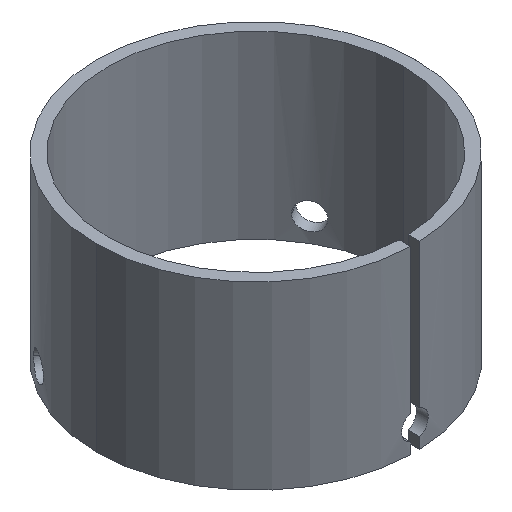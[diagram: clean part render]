
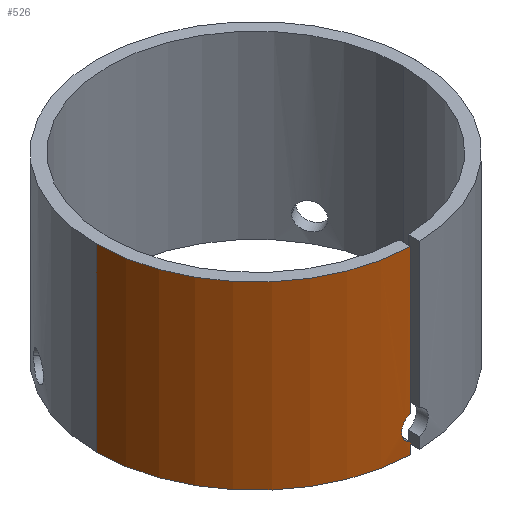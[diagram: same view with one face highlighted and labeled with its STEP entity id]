
A CAD part, isometric view. The second image highlights one B-rep face of the part: STEP entity #526.
In plain terms, the highlighted cylindrical face has radius 27 mm (diameter 54 mm), a partial arc.
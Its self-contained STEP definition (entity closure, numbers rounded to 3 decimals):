
#5 = VERTEX_POINT ( 'NONE', #777 ) ;
#10 = AXIS2_PLACEMENT_3D ( 'NONE', #163, #505, #378 ) ;
#11 = AXIS2_PLACEMENT_3D ( 'NONE', #632, #445, #234 ) ;
#17 = DIRECTION ( 'NONE',  ( 0., 0., 1. ) ) ;
#22 = DIRECTION ( 'NONE',  ( 1., 0., 0. ) ) ;
#23 = CARTESIAN_POINT ( 'NONE',  ( -0.75, -26.99, 1.879 ) ) ;
#24 = EDGE_LOOP ( 'NONE', ( #646, #252, #451, #601, #619, #377 ) ) ;
#74 = CARTESIAN_POINT ( 'NONE',  ( -27., 0., 30.5 ) ) ;
#80 = VERTEX_POINT ( 'NONE', #714 ) ;
#85 = LINE ( 'NONE', #696, #343 ) ;
#94 = DIRECTION ( 'NONE',  ( 0., 0., -1. ) ) ;
#100 = CARTESIAN_POINT ( 'NONE',  ( -2.25, -26.906, 4.228 ) ) ;
#107 = CARTESIAN_POINT ( 'NONE',  ( -1.175, -26.975, 5.932 ) ) ;
#115 = EDGE_CURVE ( 'NONE', #80, #232, #332, .T. ) ;
#141 = EDGE_CURVE ( 'NONE', #80, #575, #804, .T. ) ;
#163 = CARTESIAN_POINT ( 'NONE',  ( 0., 0., 0. ) ) ;
#178 = CARTESIAN_POINT ( 'NONE',  ( -2.214, -26.909, 4.461 ) ) ;
#183 = DIRECTION ( 'NONE',  ( 0., 0., -1. ) ) ;
#187 = CARTESIAN_POINT ( 'NONE',  ( -1.703, -26.947, 2.511 ) ) ;
#226 = FACE_OUTER_BOUND ( 'NONE', #24, .T. ) ;
#232 = VERTEX_POINT ( 'NONE', #677 ) ;
#234 = DIRECTION ( 'NONE',  ( -1., 0., 0. ) ) ;
#247 = CARTESIAN_POINT ( 'NONE',  ( -0.75, -26.99, 30.5 ) ) ;
#252 = ORIENTED_EDGE ( 'NONE', *, *, #427, .T. ) ;
#291 = CARTESIAN_POINT ( 'NONE',  ( -0.75, -26.99, 30.5 ) ) ;
#294 = VERTEX_POINT ( 'NONE', #74 ) ;
#300 = CARTESIAN_POINT ( 'NONE',  ( 0., 0., 30.5 ) ) ;
#302 = CIRCLE ( 'NONE', #10, 27. ) ;
#312 = CARTESIAN_POINT ( 'NONE',  ( -0.75, -26.99, 0. ) ) ;
#317 = CARTESIAN_POINT ( 'NONE',  ( -2.109, -26.918, 3.207 ) ) ;
#321 = CARTESIAN_POINT ( 'NONE',  ( -2.066, -26.921, 3.101 ) ) ;
#325 = CARTESIAN_POINT ( 'NONE',  ( -1.542, -26.957, 2.345 ) ) ;
#326 = VERTEX_POINT ( 'NONE', #291 ) ;
#332 = B_SPLINE_CURVE_WITH_KNOTS ( 'NONE', 3,
 ( #23, #393, #719, #325, #187, #593, #511, #321, #317, #525, #725, #734, #738, #100, #178, #875, #586, #869, #589, #107, #730, #789 ),
 .UNSPECIFIED., .F., .F.,
 ( 4, 2, 2, 2, 2, 2, 2, 2, 2, 2, 4 ),
 ( 0., 0.001, 0.001, 0.002, 0.002, 0.002, 0.003, 0.003, 0.004, 0.005, 0.006 ),
 .UNSPECIFIED. ) ;
#343 = VECTOR ( 'NONE', #94, 1000. ) ;
#377 = ORIENTED_EDGE ( 'NONE', *, *, #782, .F. ) ;
#378 = DIRECTION ( 'NONE',  ( 1., 0., 0. ) ) ;
#393 = CARTESIAN_POINT ( 'NONE',  ( -0.97, -26.983, 1.956 ) ) ;
#405 = DIRECTION ( 'NONE',  ( 0., 0., -1. ) ) ;
#415 = AXIS2_PLACEMENT_3D ( 'NONE', #300, #17, #22 ) ;
#427 = EDGE_CURVE ( 'NONE', #294, #5, #85, .T. ) ;
#429 = VECTOR ( 'NONE', #183, 1000. ) ;
#445 = DIRECTION ( 'NONE',  ( 0., 0., -1. ) ) ;
#451 = ORIENTED_EDGE ( 'NONE', *, *, #453, .T. ) ;
#453 = EDGE_CURVE ( 'NONE', #5, #575, #302, .T. ) ;
#469 = VECTOR ( 'NONE', #405, 1000. ) ;
#505 = DIRECTION ( 'NONE',  ( 0., 0., 1. ) ) ;
#511 = CARTESIAN_POINT ( 'NONE',  ( -1.963, -26.929, 2.895 ) ) ;
#514 = EDGE_CURVE ( 'NONE', #294, #326, #800, .T. ) ;
#525 = CARTESIAN_POINT ( 'NONE',  ( -2.179, -26.912, 3.427 ) ) ;
#526 = ADVANCED_FACE ( 'NONE', ( #226 ), #865, .T. ) ;
#575 = VERTEX_POINT ( 'NONE', #312 ) ;
#586 = CARTESIAN_POINT ( 'NONE',  ( -1.97, -26.928, 5.111 ) ) ;
#589 = CARTESIAN_POINT ( 'NONE',  ( -1.541, -26.957, 5.655 ) ) ;
#593 = CARTESIAN_POINT ( 'NONE',  ( -1.903, -26.933, 2.794 ) ) ;
#601 = ORIENTED_EDGE ( 'NONE', *, *, #141, .F. ) ;
#619 = ORIENTED_EDGE ( 'NONE', *, *, #115, .T. ) ;
#632 = CARTESIAN_POINT ( 'NONE',  ( 0., 0., 30.5 ) ) ;
#646 = ORIENTED_EDGE ( 'NONE', *, *, #514, .F. ) ;
#664 = CARTESIAN_POINT ( 'NONE',  ( -0.75, -26.99, 30.5 ) ) ;
#677 = CARTESIAN_POINT ( 'NONE',  ( -0.75, -26.99, 6.121 ) ) ;
#696 = CARTESIAN_POINT ( 'NONE',  ( -27., 0., 30.5 ) ) ;
#714 = CARTESIAN_POINT ( 'NONE',  ( -0.75, -26.99, 1.879 ) ) ;
#719 = CARTESIAN_POINT ( 'NONE',  ( -1.172, -26.975, 2.065 ) ) ;
#725 = CARTESIAN_POINT ( 'NONE',  ( -2.206, -26.91, 3.541 ) ) ;
#730 = CARTESIAN_POINT ( 'NONE',  ( -0.97, -26.983, 6.044 ) ) ;
#734 = CARTESIAN_POINT ( 'NONE',  ( -2.241, -26.907, 3.769 ) ) ;
#738 = CARTESIAN_POINT ( 'NONE',  ( -2.25, -26.906, 3.883 ) ) ;
#777 = CARTESIAN_POINT ( 'NONE',  ( -27., 0., 0. ) ) ;
#782 = EDGE_CURVE ( 'NONE', #326, #232, #892, .T. ) ;
#789 = CARTESIAN_POINT ( 'NONE',  ( -0.75, -26.99, 6.121 ) ) ;
#800 = CIRCLE ( 'NONE', #415, 27. ) ;
#804 = LINE ( 'NONE', #247, #429 ) ;
#865 = CYLINDRICAL_SURFACE ( 'NONE', #11, 27. ) ;
#869 = CARTESIAN_POINT ( 'NONE',  ( -1.705, -26.946, 5.486 ) ) ;
#875 = CARTESIAN_POINT ( 'NONE',  ( -2.075, -26.92, 4.899 ) ) ;
#892 = LINE ( 'NONE', #664, #469 ) ;
